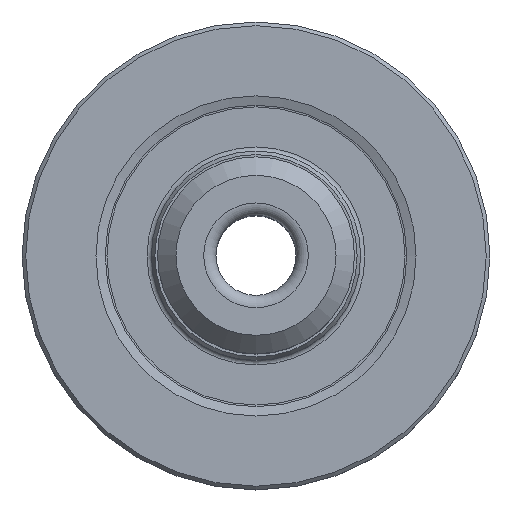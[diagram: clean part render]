
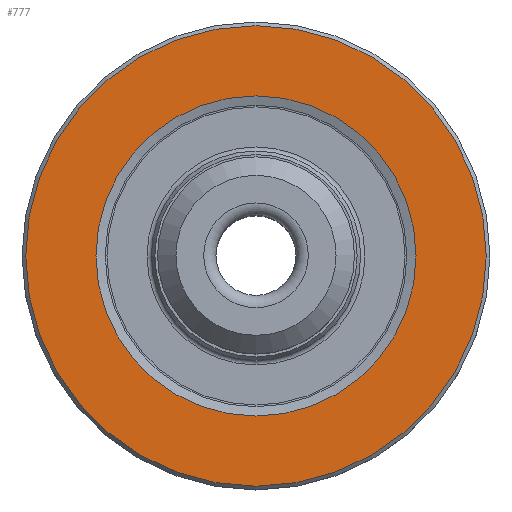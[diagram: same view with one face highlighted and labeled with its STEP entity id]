
A CAD part, top view. The second image highlights one B-rep face of the part: STEP entity #777.
In plain terms, the highlighted planar face has unit normal (0, 0, 1).
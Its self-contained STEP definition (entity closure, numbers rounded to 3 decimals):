
#24=PLANE('',#850);
#99=ORIENTED_EDGE('',*,*,#161,.F.);
#100=ORIENTED_EDGE('',*,*,#162,.T.);
#161=EDGE_CURVE('',#204,#204,#247,.T.);
#162=EDGE_CURVE('',#205,#205,#248,.T.);
#204=VERTEX_POINT('',#1135);
#205=VERTEX_POINT('',#1138);
#247=CIRCLE('',#849,13.);
#248=CIRCLE('',#851,18.7);
#314=EDGE_LOOP('',(#99));
#315=EDGE_LOOP('',(#100));
#400=FACE_BOUND('',#314,.T.);
#401=FACE_BOUND('',#315,.T.);
#777=ADVANCED_FACE('',(#400,#401),#24,.F.);
#849=AXIS2_PLACEMENT_3D('',#1134,#985,#986);
#850=AXIS2_PLACEMENT_3D('',#1136,#987,#988);
#851=AXIS2_PLACEMENT_3D('',#1137,#989,#990);
#985=DIRECTION('',(0.,0.,1.));
#986=DIRECTION('',(1.,0.,0.));
#987=DIRECTION('',(0.,0.,-1.));
#988=DIRECTION('',(-1.,0.,0.));
#989=DIRECTION('',(0.,0.,1.));
#990=DIRECTION('',(1.,0.,0.));
#1134=CARTESIAN_POINT('',(0.,0.,0.));
#1135=CARTESIAN_POINT('',(13.,0.,0.));
#1136=CARTESIAN_POINT('',(18.7,0.,0.));
#1137=CARTESIAN_POINT('',(0.,0.,0.));
#1138=CARTESIAN_POINT('',(18.7,0.,0.));
